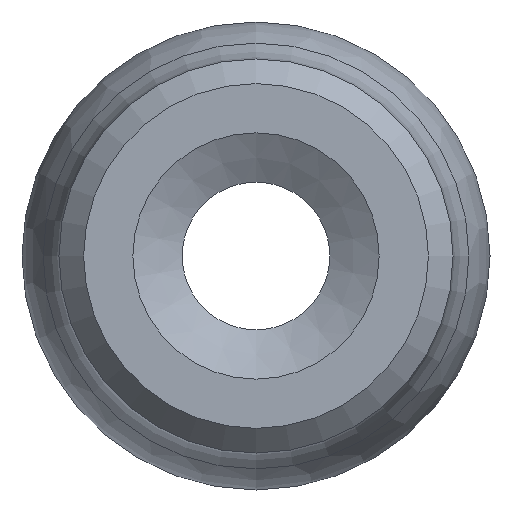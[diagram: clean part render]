
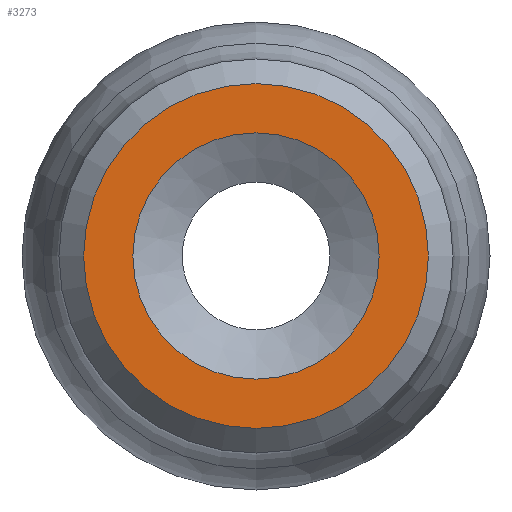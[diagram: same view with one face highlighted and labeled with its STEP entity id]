
A CAD part, front view. The second image highlights one B-rep face of the part: STEP entity #3273.
In plain terms, the highlighted planar face has unit normal (0, -1, 0).
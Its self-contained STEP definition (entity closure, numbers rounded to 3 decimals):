
#41=CIRCLE('',#3415,2.5);
#42=CIRCLE('',#3416,3.5);
#1627=ORIENTED_EDGE('',*,*,#2105,.F.);
#1628=ORIENTED_EDGE('',*,*,#2106,.T.);
#2105=EDGE_CURVE('',#2417,#2417,#41,.T.);
#2106=EDGE_CURVE('',#2418,#2418,#42,.T.);
#2417=VERTEX_POINT('',#8795);
#2418=VERTEX_POINT('',#8797);
#2743=EDGE_LOOP('',(#1627));
#2744=EDGE_LOOP('',(#1628));
#2965=FACE_BOUND('',#2743,.T.);
#2966=FACE_BOUND('',#2744,.T.);
#3104=PLANE('',#3414);
#3273=ADVANCED_FACE('',(#2965,#2966),#3104,.F.);
#3414=AXIS2_PLACEMENT_3D('',#8793,#3983,#3984);
#3415=AXIS2_PLACEMENT_3D('',#8794,#3985,#3986);
#3416=AXIS2_PLACEMENT_3D('',#8796,#3987,#3988);
#3983=DIRECTION('',(0.,1.,0.));
#3984=DIRECTION('',(0.,0.,1.));
#3985=DIRECTION('',(0.,-1.,0.));
#3986=DIRECTION('',(0.,0.,-1.));
#3987=DIRECTION('',(0.,-1.,0.));
#3988=DIRECTION('',(0.,0.,1.));
#8793=CARTESIAN_POINT('',(-4.,0.,0.));
#8794=CARTESIAN_POINT('',(0.,0.,0.));
#8795=CARTESIAN_POINT('',(0.,0.,-2.5));
#8796=CARTESIAN_POINT('',(0.,0.,0.));
#8797=CARTESIAN_POINT('',(0.,0.,3.5));
